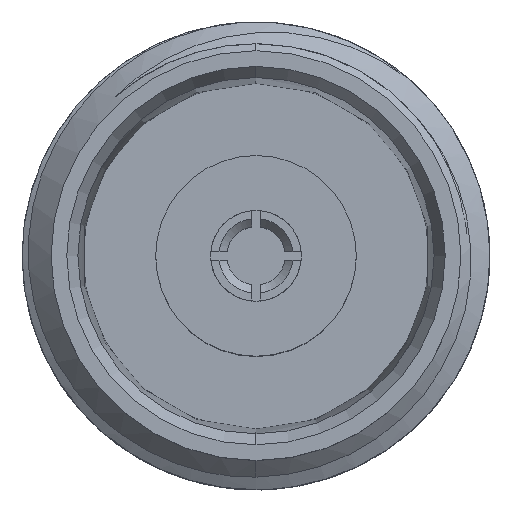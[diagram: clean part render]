
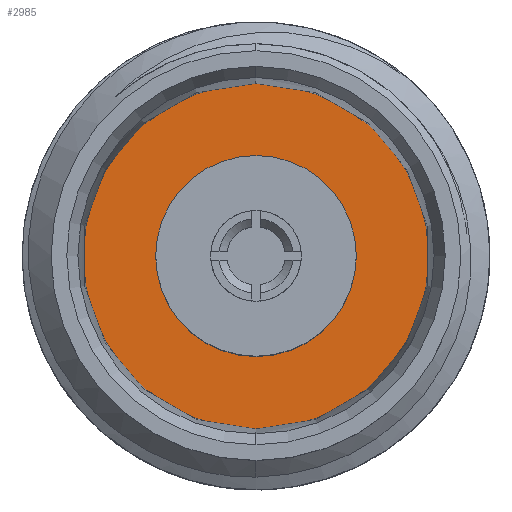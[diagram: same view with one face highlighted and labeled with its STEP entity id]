
A CAD part, top view. The second image highlights one B-rep face of the part: STEP entity #2985.
In plain terms, the highlighted planar face has unit normal (0, 0, 1).
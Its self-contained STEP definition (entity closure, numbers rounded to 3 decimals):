
#48=CARTESIAN_POINT('',(0.,0.,-8.407));
#49=DIRECTION('',(0.,0.,1.));
#50=DIRECTION('',(0.,1.,0.));
#51=AXIS2_PLACEMENT_3D('',#48,#49,#50);
#53=CARTESIAN_POINT('',(0.,0.,-8.407));
#54=DIRECTION('',(0.,0.,-1.));
#55=DIRECTION('',(0.,1.,0.));
#56=AXIS2_PLACEMENT_3D('',#53,#54,#55);
#58=CARTESIAN_POINT('',(0.,0.,-8.407));
#59=DIRECTION('',(0.,0.,-1.));
#60=DIRECTION('',(0.,1.,0.));
#61=AXIS2_PLACEMENT_3D('',#58,#59,#60);
#63=CARTESIAN_POINT('',(0.,0.,-8.407));
#64=DIRECTION('',(0.,0.,-1.));
#65=DIRECTION('',(0.,-1.,0.));
#66=AXIS2_PLACEMENT_3D('',#63,#64,#65);
#2669=CARTESIAN_POINT('',(0.,4.065,-8.407));
#2670=VERTEX_POINT('',#2669);
#2671=CARTESIAN_POINT('',(0.,-4.065,-8.407));
#2672=VERTEX_POINT('',#2671);
#2699=CARTESIAN_POINT('',(0.,2.36,-8.407));
#2700=VERTEX_POINT('',#2699);
#2701=CARTESIAN_POINT('',(0.,-2.36,-8.407));
#2702=VERTEX_POINT('',#2701);
#2970=CARTESIAN_POINT('',(0.,0.,-8.407));
#2971=DIRECTION('',(0.,0.,-1.));
#2972=DIRECTION('',(0.,-1.,0.));
#2973=AXIS2_PLACEMENT_3D('',#2970,#2971,#2972);
#2974=PLANE('',#2973);
#2975=ORIENTED_EDGE('',*,*,#2949,.F.);
#2976=ORIENTED_EDGE('',*,*,#2965,.T.);
#2977=EDGE_LOOP('',(#2975,#2976));
#2978=FACE_OUTER_BOUND('',#2977,.F.);
#2980=ORIENTED_EDGE('',*,*,#2979,.F.);
#2982=ORIENTED_EDGE('',*,*,#2981,.F.);
#2983=EDGE_LOOP('',(#2980,#2982));
#2984=FACE_BOUND('',#2983,.F.);
#52=CIRCLE('',#51,4.065);
#57=CIRCLE('',#56,4.065);
#62=CIRCLE('',#61,2.36);
#67=CIRCLE('',#66,2.36);
#2949=EDGE_CURVE('',#2670,#2672,#52,.T.);
#2965=EDGE_CURVE('',#2670,#2672,#57,.T.);
#2979=EDGE_CURVE('',#2700,#2702,#62,.T.);
#2981=EDGE_CURVE('',#2702,#2700,#67,.T.);
#2985=ADVANCED_FACE('',(#2978,#2984),#2974,.F.);
